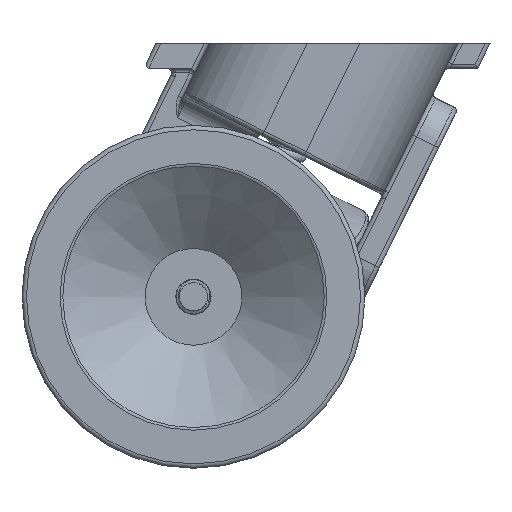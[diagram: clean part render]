
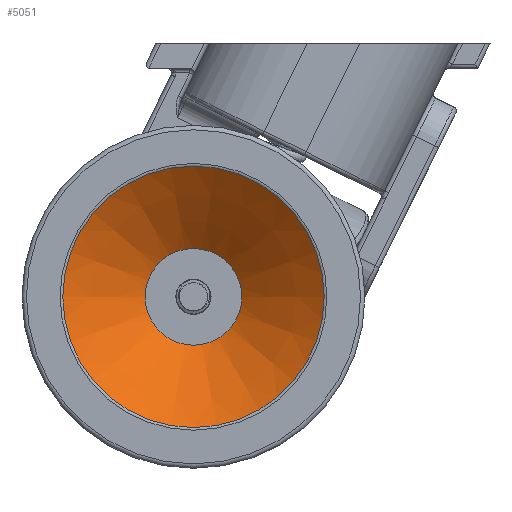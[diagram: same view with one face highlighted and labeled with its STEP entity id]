
A CAD part, front view. The second image highlights one B-rep face of the part: STEP entity #5051.
In plain terms, the highlighted conical face has half-angle 52.651 degrees and reference radius 20.5 mm.
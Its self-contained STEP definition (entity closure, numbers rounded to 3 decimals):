
#21=CONICAL_SURFACE('',#5542,20.5,0.919);
#498=LINE('',#8924,#734);
#734=VECTOR('',#6527,20.5);
#962=FACE_OUTER_BOUND('',#1289,.T.);
#1289=EDGE_LOOP('',(#3985,#3986,#3987,#3988));
#1611=CIRCLE('',#5537,29.731);
#1615=CIRCLE('',#5543,11.);
#2199=VERTEX_POINT('',#8914);
#2202=VERTEX_POINT('',#8923);
#2841=EDGE_CURVE('',#2199,#2199,#1611,.T.);
#2845=EDGE_CURVE('',#2199,#2202,#498,.T.);
#2846=EDGE_CURVE('',#2202,#2202,#1615,.T.);
#3985=ORIENTED_EDGE('',*,*,#2841,.F.);
#3986=ORIENTED_EDGE('',*,*,#2845,.T.);
#3987=ORIENTED_EDGE('',*,*,#2846,.F.);
#3988=ORIENTED_EDGE('',*,*,#2845,.F.);
#5051=ADVANCED_FACE('',(#962),#21,.F.);
#5537=AXIS2_PLACEMENT_3D('',#8915,#6515,#6516);
#5542=AXIS2_PLACEMENT_3D('',#8922,#6525,#6526);
#5543=AXIS2_PLACEMENT_3D('',#8925,#6528,#6529);
#6515=DIRECTION('center_axis',(0.,1.,0.));
#6516=DIRECTION('ref_axis',(1.,0.,0.));
#6525=DIRECTION('center_axis',(0.,-1.,0.));
#6526=DIRECTION('ref_axis',(-1.,0.,0.));
#6527=DIRECTION('',(-0.795,0.607,0.));
#6528=DIRECTION('center_axis',(0.,-1.,0.));
#6529=DIRECTION('ref_axis',(1.,0.,0.));
#8914=CARTESIAN_POINT('',(-348.979,-179.66,-83.556));
#8915=CARTESIAN_POINT('Origin',(-378.71,-179.66,-83.556));
#8922=CARTESIAN_POINT('Origin',(-378.71,-172.615,-83.556));
#8923=CARTESIAN_POINT('',(-367.71,-165.365,-83.556));
#8924=CARTESIAN_POINT('',(-358.21,-172.615,-83.556));
#8925=CARTESIAN_POINT('Origin',(-378.71,-165.365,-83.556));
